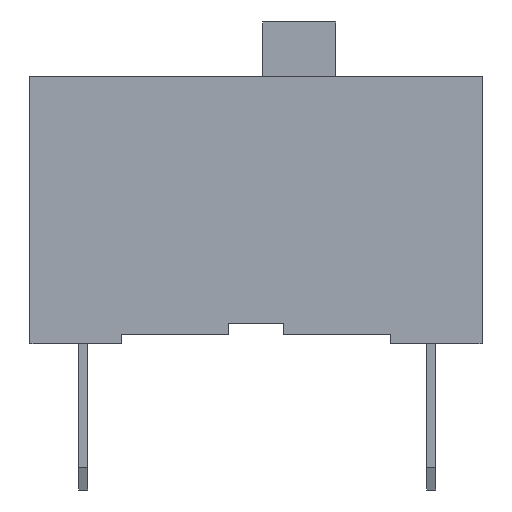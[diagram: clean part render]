
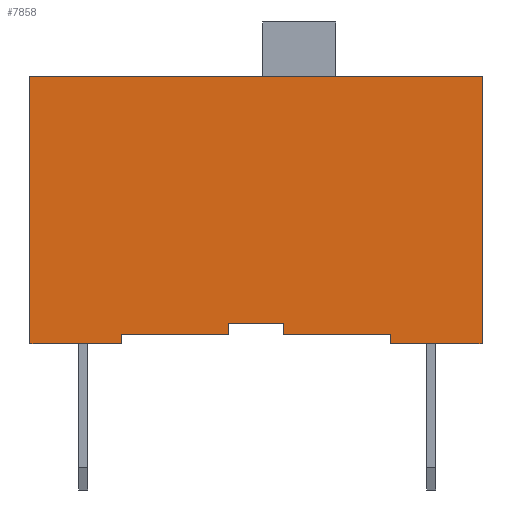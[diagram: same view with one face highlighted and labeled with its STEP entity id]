
A CAD part, left-side view. The second image highlights one B-rep face of the part: STEP entity #7858.
In plain terms, the highlighted planar face has unit normal (-1, 0, 0).
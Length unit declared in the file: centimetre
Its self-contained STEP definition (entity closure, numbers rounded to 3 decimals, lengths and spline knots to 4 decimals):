
#699=FACE_OUTER_BOUND('',#1137,.T.);
#1137=EDGE_LOOP('',(#7104,#7105,#7106,#7107,#7108,#7109,#7110,#7111,#7112,
#7113,#7114,#7115));
#1445=LINE('',#10600,#2395);
#1452=LINE('',#10615,#2402);
#1463=LINE('',#10636,#2413);
#1486=LINE('',#10682,#2436);
#1491=LINE('',#10691,#2441);
#1510=LINE('',#10726,#2460);
#1511=LINE('',#10729,#2461);
#1514=LINE('',#10736,#2464);
#1517=LINE('',#10743,#2467);
#1856=LINE('',#12647,#2806);
#2088=LINE('',#13203,#3038);
#2089=LINE('',#13204,#3039);
#2395=VECTOR('',#8787,1.);
#2402=VECTOR('',#8798,1.);
#2413=VECTOR('',#8815,1.);
#2436=VECTOR('',#8846,1.);
#2441=VECTOR('',#8853,1.);
#2460=VECTOR('',#8886,1.);
#2461=VECTOR('',#8889,1.);
#2464=VECTOR('',#8898,1.);
#2467=VECTOR('',#8907,1.);
#2806=VECTOR('',#9450,1.);
#3038=VECTOR('',#9970,1.);
#3039=VECTOR('',#9971,1.);
#3244=VERTEX_POINT('',#10596);
#3246=VERTEX_POINT('',#10599);
#3252=VERTEX_POINT('',#10614);
#3259=VERTEX_POINT('',#10634);
#3278=VERTEX_POINT('',#10681);
#3281=VERTEX_POINT('',#10689);
#3290=VERTEX_POINT('',#10724);
#3291=VERTEX_POINT('',#10728);
#3292=VERTEX_POINT('',#10734);
#3293=VERTEX_POINT('',#10742);
#3602=VERTEX_POINT('',#12644);
#3603=VERTEX_POINT('',#12646);
#4089=EDGE_CURVE('',#3244,#3246,#1445,.T.);
#4096=EDGE_CURVE('',#3252,#3246,#1452,.T.);
#4107=EDGE_CURVE('',#3244,#3259,#1463,.T.);
#4130=EDGE_CURVE('',#3278,#3252,#1486,.T.);
#4135=EDGE_CURVE('',#3259,#3281,#1491,.T.);
#4154=EDGE_CURVE('',#3281,#3290,#1510,.T.);
#4155=EDGE_CURVE('',#3291,#3278,#1511,.T.);
#4158=EDGE_CURVE('',#3292,#3290,#1514,.T.);
#4161=EDGE_CURVE('',#3291,#3293,#1517,.T.);
#4626=EDGE_CURVE('',#3602,#3603,#1856,.T.);
#4898=EDGE_CURVE('',#3603,#3292,#2088,.T.);
#4899=EDGE_CURVE('',#3293,#3602,#2089,.T.);
#7104=ORIENTED_EDGE('',*,*,#4107,.T.);
#7105=ORIENTED_EDGE('',*,*,#4135,.T.);
#7106=ORIENTED_EDGE('',*,*,#4154,.T.);
#7107=ORIENTED_EDGE('',*,*,#4158,.F.);
#7108=ORIENTED_EDGE('',*,*,#4898,.F.);
#7109=ORIENTED_EDGE('',*,*,#4626,.F.);
#7110=ORIENTED_EDGE('',*,*,#4899,.F.);
#7111=ORIENTED_EDGE('',*,*,#4161,.F.);
#7112=ORIENTED_EDGE('',*,*,#4155,.T.);
#7113=ORIENTED_EDGE('',*,*,#4130,.T.);
#7114=ORIENTED_EDGE('',*,*,#4096,.T.);
#7115=ORIENTED_EDGE('',*,*,#4089,.F.);
#7452=PLANE('',#8255);
#7858=ADVANCED_FACE('',(#699),#7452,.F.);
#8255=AXIS2_PLACEMENT_3D('',#13202,#9968,#9969);
#8787=DIRECTION('',(0.,1.,0.));
#8798=DIRECTION('',(0.,0.,1.));
#8815=DIRECTION('',(0.,0.,-1.));
#8846=DIRECTION('',(0.,-1.,0.));
#8853=DIRECTION('',(0.,-1.,0.));
#8886=DIRECTION('',(0.,0.,-1.));
#8889=DIRECTION('',(0.,0.,1.));
#8898=DIRECTION('',(0.,1.,0.));
#8907=DIRECTION('',(0.,1.,0.));
#9450=DIRECTION('',(0.,-1.,0.));
#9968=DIRECTION('center_axis',(1.,0.,0.));
#9969=DIRECTION('ref_axis',(0.,0.,-1.));
#9970=DIRECTION('',(0.,0.,-1.));
#9971=DIRECTION('',(0.,0.,1.));
#10596=CARTESIAN_POINT('',(-0.703,-0.06,-0.2475));
#10599=CARTESIAN_POINT('',(-0.703,0.06,-0.2475));
#10600=CARTESIAN_POINT('',(-0.703,-0.06,-0.2475));
#10614=CARTESIAN_POINT('',(-0.703,0.06,-0.2725));
#10615=CARTESIAN_POINT('',(-0.703,0.06,-0.1363));
#10634=CARTESIAN_POINT('',(-0.703,-0.06,-0.2725));
#10636=CARTESIAN_POINT('',(-0.703,-0.06,-0.1363));
#10681=CARTESIAN_POINT('',(-0.703,0.295,-0.2725));
#10682=CARTESIAN_POINT('',(-0.703,0.,-0.2725));
#10689=CARTESIAN_POINT('',(-0.703,-0.295,-0.2725));
#10691=CARTESIAN_POINT('',(-0.703,0.,-0.2725));
#10724=CARTESIAN_POINT('',(-0.703,-0.295,-0.2925));
#10726=CARTESIAN_POINT('',(-0.703,-0.295,-0.1463));
#10728=CARTESIAN_POINT('',(-0.703,0.295,-0.2925));
#10729=CARTESIAN_POINT('',(-0.703,0.295,-0.1463));
#10734=CARTESIAN_POINT('',(-0.703,-0.495,-0.2925));
#10736=CARTESIAN_POINT('',(-0.703,0.495,-0.2925));
#10742=CARTESIAN_POINT('',(-0.703,0.495,-0.2925));
#10743=CARTESIAN_POINT('',(-0.703,0.495,-0.2925));
#12644=CARTESIAN_POINT('',(-0.703,0.495,0.2925));
#12646=CARTESIAN_POINT('',(-0.703,-0.495,0.2925));
#12647=CARTESIAN_POINT('',(-0.703,-0.495,0.2925));
#13202=CARTESIAN_POINT('Origin',(-0.703,0.,0.));
#13203=CARTESIAN_POINT('',(-0.703,-0.495,-0.2925));
#13204=CARTESIAN_POINT('',(-0.703,0.495,0.2925));
